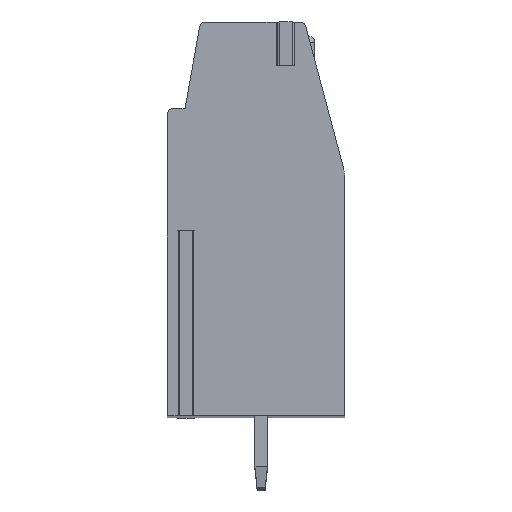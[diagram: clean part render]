
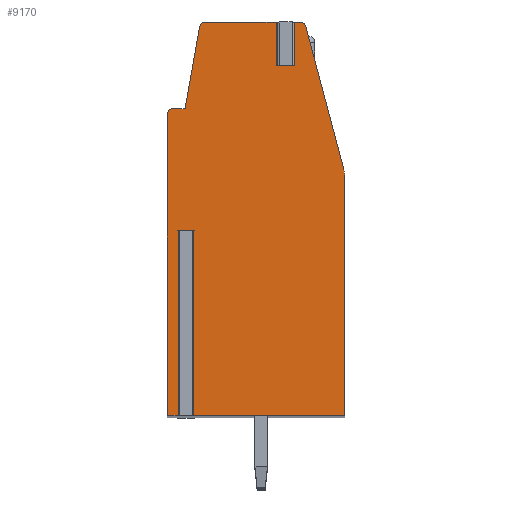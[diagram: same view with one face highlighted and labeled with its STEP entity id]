
A CAD part, top view. The second image highlights one B-rep face of the part: STEP entity #9170.
In plain terms, the highlighted planar face has unit normal (0, 0, 1).
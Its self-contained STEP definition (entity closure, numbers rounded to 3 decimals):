
#13=DIRECTION('',(-1.,0.,0.));
#14=VECTOR('',#13,0.743);
#15=CARTESIAN_POINT('',(-3.029,-0.55,68.58));
#16=LINE('',#15,#14);
#17=DIRECTION('',(0.,-1.,0.));
#18=VECTOR('',#17,9.);
#19=CARTESIAN_POINT('',(-3.771,-0.55,68.58));
#20=LINE('',#19,#18);
#21=DIRECTION('',(1.,0.,0.));
#22=VECTOR('',#21,0.529);
#23=CARTESIAN_POINT('',(-4.3,-9.55,68.58));
#24=LINE('',#23,#22);
#25=DIRECTION('',(0.,-1.,0.));
#26=VECTOR('',#25,14.6);
#27=CARTESIAN_POINT('',(-4.3,5.05,68.58));
#28=LINE('',#27,#26);
#29=CARTESIAN_POINT('',(-4.,5.05,68.58));
#30=DIRECTION('',(0.,0.,1.));
#31=DIRECTION('',(0.,1.,0.));
#32=AXIS2_PLACEMENT_3D('',#29,#30,#31);
#34=DIRECTION('',(-1.,0.,0.));
#35=VECTOR('',#34,0.558);
#36=CARTESIAN_POINT('',(-3.442,5.35,68.58));
#37=LINE('',#36,#35);
#38=DIRECTION('',(-0.174,-0.985,0.));
#39=VECTOR('',#38,4.013);
#40=CARTESIAN_POINT('',(-2.746,9.302,68.58));
#41=LINE('',#40,#39);
#42=CARTESIAN_POINT('',(-2.45,9.25,68.58));
#43=DIRECTION('',(0.,0.,1.));
#44=DIRECTION('',(0.,1.,0.));
#45=AXIS2_PLACEMENT_3D('',#42,#43,#44);
#47=DIRECTION('',(-1.,0.,0.));
#48=VECTOR('',#47,3.669);
#49=CARTESIAN_POINT('',(1.219,9.55,68.58));
#50=LINE('',#49,#48);
#51=DIRECTION('',(0.,-1.,0.));
#52=VECTOR('',#51,2.1);
#53=CARTESIAN_POINT('',(1.219,9.55,68.58));
#54=LINE('',#53,#52);
#55=DIRECTION('',(-1.,0.,0.));
#56=VECTOR('',#55,0.46);
#57=CARTESIAN_POINT('',(1.679,7.45,68.58));
#58=LINE('',#57,#56);
#59=DIRECTION('',(0.,-1.,0.));
#60=VECTOR('',#59,2.1);
#61=CARTESIAN_POINT('',(1.679,9.55,68.58));
#62=LINE('',#61,#60);
#63=DIRECTION('',(-1.,0.,0.));
#64=VECTOR('',#63,0.447);
#65=CARTESIAN_POINT('',(2.126,9.55,68.58));
#66=LINE('',#65,#64);
#67=CARTESIAN_POINT('',(2.126,9.25,68.58));
#68=DIRECTION('',(0.,0.,1.));
#69=DIRECTION('',(0.966,0.257,0.));
#70=AXIS2_PLACEMENT_3D('',#67,#68,#69);
#72=CARTESIAN_POINT('',(3.3,2.119,68.58));
#73=DIRECTION('',(0.,0.,1.));
#74=DIRECTION('',(1.,0.,0.));
#75=AXIS2_PLACEMENT_3D('',#72,#73,#74);
#77=DIRECTION('',(0.,1.,0.));
#78=VECTOR('',#77,11.669);
#79=CARTESIAN_POINT('',(4.3,-9.55,68.58));
#80=LINE('',#79,#78);
#81=DIRECTION('',(1.,0.,0.));
#82=VECTOR('',#81,7.329);
#83=CARTESIAN_POINT('',(-3.029,-9.55,68.58));
#84=LINE('',#83,#82);
#85=DIRECTION('',(0.,-1.,0.));
#86=VECTOR('',#85,9.);
#87=CARTESIAN_POINT('',(-3.029,-0.55,68.58));
#88=LINE('',#87,#86);
#477=DIRECTION('',(-0.257,0.966,0.));
#478=VECTOR('',#477,7.193);
#479=CARTESIAN_POINT('',(4.266,2.376,68.58));
#480=LINE('',#479,#478);
#7303=CARTESIAN_POINT('',(4.3,-9.55,68.58));
#7304=CARTESIAN_POINT('',(4.3,2.119,68.58));
#7305=VERTEX_POINT('',#7303);
#7306=VERTEX_POINT('',#7304);
#7307=CARTESIAN_POINT('',(4.266,2.376,68.58));
#7308=VERTEX_POINT('',#7307);
#7309=CARTESIAN_POINT('',(2.416,9.327,68.58));
#7310=CARTESIAN_POINT('',(2.126,9.55,68.58));
#7311=VERTEX_POINT('',#7309);
#7312=VERTEX_POINT('',#7310);
#7313=CARTESIAN_POINT('',(-2.45,9.55,68.58));
#7314=CARTESIAN_POINT('',(-2.746,9.302,68.58));
#7315=VERTEX_POINT('',#7313);
#7316=VERTEX_POINT('',#7314);
#7317=CARTESIAN_POINT('',(-3.442,5.35,68.58));
#7318=VERTEX_POINT('',#7317);
#7319=CARTESIAN_POINT('',(-4.,5.35,68.58));
#7320=VERTEX_POINT('',#7319);
#7321=CARTESIAN_POINT('',(-4.3,5.05,68.58));
#7322=VERTEX_POINT('',#7321);
#7323=CARTESIAN_POINT('',(-4.3,-9.55,68.58));
#7324=VERTEX_POINT('',#7323);
#7387=CARTESIAN_POINT('',(1.679,7.45,68.58));
#7388=CARTESIAN_POINT('',(1.219,7.45,68.58));
#7389=VERTEX_POINT('',#7387);
#7390=VERTEX_POINT('',#7388);
#7391=CARTESIAN_POINT('',(1.219,9.55,68.58));
#7392=VERTEX_POINT('',#7391);
#7393=CARTESIAN_POINT('',(1.679,9.55,68.58));
#7394=VERTEX_POINT('',#7393);
#7407=CARTESIAN_POINT('',(-3.029,-0.55,68.58));
#7408=CARTESIAN_POINT('',(-3.771,-0.55,68.58));
#7409=VERTEX_POINT('',#7407);
#7410=VERTEX_POINT('',#7408);
#7411=CARTESIAN_POINT('',(-3.029,-9.55,68.58));
#7412=VERTEX_POINT('',#7411);
#7413=CARTESIAN_POINT('',(-3.771,-9.55,68.58));
#7414=VERTEX_POINT('',#7413);
#9125=CARTESIAN_POINT('',(0.,0.,68.58));
#9126=DIRECTION('',(0.,0.,1.));
#9127=DIRECTION('',(1.,0.,0.));
#9128=AXIS2_PLACEMENT_3D('',#9125,#9126,#9127);
#9129=PLANE('',#9128);
#9131=ORIENTED_EDGE('',*,*,#9130,.T.);
#9133=ORIENTED_EDGE('',*,*,#9132,.T.);
#9135=ORIENTED_EDGE('',*,*,#9134,.F.);
#9137=ORIENTED_EDGE('',*,*,#9136,.F.);
#9139=ORIENTED_EDGE('',*,*,#9138,.F.);
#9141=ORIENTED_EDGE('',*,*,#9140,.F.);
#9143=ORIENTED_EDGE('',*,*,#9142,.F.);
#9145=ORIENTED_EDGE('',*,*,#9144,.F.);
#9147=ORIENTED_EDGE('',*,*,#9146,.F.);
#9149=ORIENTED_EDGE('',*,*,#9148,.T.);
#9151=ORIENTED_EDGE('',*,*,#9150,.F.);
#9153=ORIENTED_EDGE('',*,*,#9152,.F.);
#9155=ORIENTED_EDGE('',*,*,#9154,.F.);
#9157=ORIENTED_EDGE('',*,*,#9156,.F.);
#9159=ORIENTED_EDGE('',*,*,#9158,.F.);
#9161=ORIENTED_EDGE('',*,*,#9160,.F.);
#9163=ORIENTED_EDGE('',*,*,#9162,.F.);
#9165=ORIENTED_EDGE('',*,*,#9164,.F.);
#9167=ORIENTED_EDGE('',*,*,#9166,.F.);
#9168=EDGE_LOOP('',(#9131,#9133,#9135,#9137,#9139,#9141,#9143,#9145,#9147,#9149,
#9151,#9153,#9155,#9157,#9159,#9161,#9163,#9165,#9167));
#9169=FACE_OUTER_BOUND('',#9168,.F.);
#33=CIRCLE('',#32,0.3);
#46=CIRCLE('',#45,0.3);
#71=CIRCLE('',#70,0.3);
#76=CIRCLE('',#75,1.);
#9130=EDGE_CURVE('',#7409,#7410,#16,.T.);
#9132=EDGE_CURVE('',#7410,#7414,#20,.T.);
#9134=EDGE_CURVE('',#7324,#7414,#24,.T.);
#9136=EDGE_CURVE('',#7322,#7324,#28,.T.);
#9138=EDGE_CURVE('',#7320,#7322,#33,.T.);
#9140=EDGE_CURVE('',#7318,#7320,#37,.T.);
#9142=EDGE_CURVE('',#7316,#7318,#41,.T.);
#9144=EDGE_CURVE('',#7315,#7316,#46,.T.);
#9146=EDGE_CURVE('',#7392,#7315,#50,.T.);
#9148=EDGE_CURVE('',#7392,#7390,#54,.T.);
#9150=EDGE_CURVE('',#7389,#7390,#58,.T.);
#9152=EDGE_CURVE('',#7394,#7389,#62,.T.);
#9154=EDGE_CURVE('',#7312,#7394,#66,.T.);
#9156=EDGE_CURVE('',#7311,#7312,#71,.T.);
#9158=EDGE_CURVE('',#7308,#7311,#480,.T.);
#9160=EDGE_CURVE('',#7306,#7308,#76,.T.);
#9162=EDGE_CURVE('',#7305,#7306,#80,.T.);
#9164=EDGE_CURVE('',#7412,#7305,#84,.T.);
#9166=EDGE_CURVE('',#7409,#7412,#88,.T.);
#9170=ADVANCED_FACE('',(#9169),#9129,.T.);
